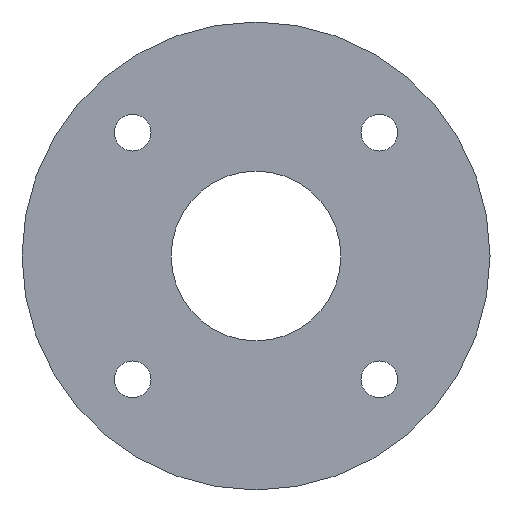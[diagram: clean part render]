
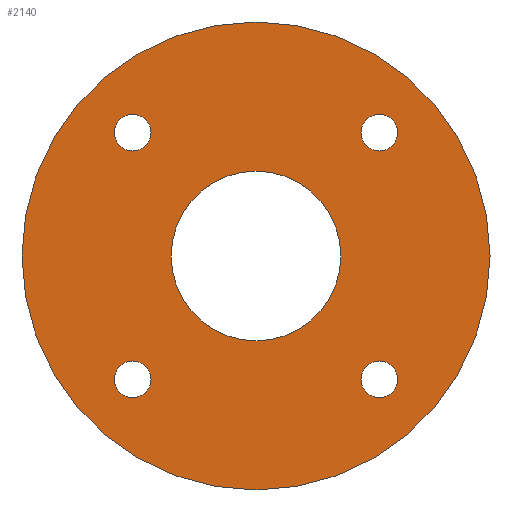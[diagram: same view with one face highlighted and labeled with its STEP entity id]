
A CAD part, front view. The second image highlights one B-rep face of the part: STEP entity #2140.
In plain terms, the highlighted planar face has unit normal (0, -1, 0).
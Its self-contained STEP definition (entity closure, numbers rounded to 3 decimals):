
#3 = ORIENTED_EDGE ( 'NONE', *, *, #1070, .T. ) ;
#103 = DIRECTION ( 'NONE',  ( 0., 0., 1. ) ) ;
#109 = CARTESIAN_POINT ( 'NONE',  ( -26.87, 0., 26.87 ) ) ;
#110 = DIRECTION ( 'NONE',  ( 0., 1., 0. ) ) ;
#151 = AXIS2_PLACEMENT_3D ( 'NONE', #1280, #976, #378 ) ;
#215 = EDGE_LOOP ( 'NONE', ( #3501, #3506 ) ) ;
#289 = CARTESIAN_POINT ( 'NONE',  ( 26.87, 0., 30.87 ) ) ;
#378 = DIRECTION ( 'NONE',  ( 0., 0., 1. ) ) ;
#384 = EDGE_CURVE ( 'NONE', #3109, #3836, #1806, .T. ) ;
#408 = CIRCLE ( 'NONE', #1182, 4. ) ;
#426 = CIRCLE ( 'NONE', #3417, 18.5 ) ;
#542 = CIRCLE ( 'NONE', #1905, 4. ) ;
#548 = CIRCLE ( 'NONE', #151, 4. ) ;
#592 = CARTESIAN_POINT ( 'NONE',  ( 0., 0., 0. ) ) ;
#676 = AXIS2_PLACEMENT_3D ( 'NONE', #4039, #3905, #2685 ) ;
#699 = AXIS2_PLACEMENT_3D ( 'NONE', #2501, #2477, #2478 ) ;
#748 = DIRECTION ( 'NONE',  ( 0., 0., -1. ) ) ;
#791 = FACE_BOUND ( 'NONE', #215, .T. ) ;
#875 = EDGE_CURVE ( 'NONE', #3242, #2973, #3049, .T. ) ;
#888 = EDGE_CURVE ( 'NONE', #2202, #2861, #2661, .T. ) ;
#976 = DIRECTION ( 'NONE',  ( 0., 1., 0. ) ) ;
#1015 = EDGE_CURVE ( 'NONE', #2861, #2202, #2006, .T. ) ;
#1016 = ORIENTED_EDGE ( 'NONE', *, *, #3632, .T. ) ;
#1070 = EDGE_CURVE ( 'NONE', #2599, #2866, #1368, .T. ) ;
#1129 = AXIS2_PLACEMENT_3D ( 'NONE', #2182, #3367, #1382 ) ;
#1133 = FACE_BOUND ( 'NONE', #1913, .T. ) ;
#1134 = AXIS2_PLACEMENT_3D ( 'NONE', #592, #2741, #2118 ) ;
#1156 = VERTEX_POINT ( 'NONE', #2234 ) ;
#1182 = AXIS2_PLACEMENT_3D ( 'NONE', #109, #110, #103 ) ;
#1243 = AXIS2_PLACEMENT_3D ( 'NONE', #2840, #2822, #2835 ) ;
#1262 = CARTESIAN_POINT ( 'NONE',  ( 0., 0., 0. ) ) ;
#1275 = FACE_BOUND ( 'NONE', #3885, .T. ) ;
#1280 = CARTESIAN_POINT ( 'NONE',  ( 26.87, 0., 26.87 ) ) ;
#1335 = AXIS2_PLACEMENT_3D ( 'NONE', #2581, #2578, #2577 ) ;
#1353 = VERTEX_POINT ( 'NONE', #1491 ) ;
#1357 = CARTESIAN_POINT ( 'NONE',  ( 0., 0., 18.5 ) ) ;
#1368 = CIRCLE ( 'NONE', #699, 4. ) ;
#1373 = CARTESIAN_POINT ( 'NONE',  ( -26.87, 0., 22.87 ) ) ;
#1382 = DIRECTION ( 'NONE',  ( 0., 0., 1. ) ) ;
#1383 = DIRECTION ( 'NONE',  ( 0., -1., 0. ) ) ;
#1400 = ORIENTED_EDGE ( 'NONE', *, *, #2298, .T. ) ;
#1466 = EDGE_CURVE ( 'NONE', #2973, #3242, #408, .T. ) ;
#1491 = CARTESIAN_POINT ( 'NONE',  ( -26.87, 0., -22.87 ) ) ;
#1545 = CARTESIAN_POINT ( 'NONE',  ( -26.87, 0., -26.87 ) ) ;
#1556 = DIRECTION ( 'NONE',  ( 0., 1., 0. ) ) ;
#1567 = EDGE_CURVE ( 'NONE', #3836, #3109, #542, .T. ) ;
#1679 = EDGE_LOOP ( 'NONE', ( #2461, #1700 ) ) ;
#1700 = ORIENTED_EDGE ( 'NONE', *, *, #875, .T. ) ;
#1806 = CIRCLE ( 'NONE', #676, 4. ) ;
#1838 = CIRCLE ( 'NONE', #2001, 4. ) ;
#1905 = AXIS2_PLACEMENT_3D ( 'NONE', #3134, #3635, #3114 ) ;
#1913 = EDGE_LOOP ( 'NONE', ( #1400, #3 ) ) ;
#1914 = CARTESIAN_POINT ( 'NONE',  ( 0., 0., -51. ) ) ;
#2001 = AXIS2_PLACEMENT_3D ( 'NONE', #1545, #1556, #2649 ) ;
#2002 = CARTESIAN_POINT ( 'NONE',  ( 26.87, 0., 22.87 ) ) ;
#2006 = CIRCLE ( 'NONE', #1335, 51. ) ;
#2117 = AXIS2_PLACEMENT_3D ( 'NONE', #2867, #2878, #2874 ) ;
#2118 = DIRECTION ( 'NONE',  ( 0., 0., -1. ) ) ;
#2140 = ADVANCED_FACE ( 'NONE', ( #3042, #1133, #791, #1275, #3205, #2583 ), #3085, .F. ) ;
#2182 = CARTESIAN_POINT ( 'NONE',  ( -26.87, 0., -26.87 ) ) ;
#2189 = CARTESIAN_POINT ( 'NONE',  ( 0., 0., 51. ) ) ;
#2202 = VERTEX_POINT ( 'NONE', #2189 ) ;
#2234 = CARTESIAN_POINT ( 'NONE',  ( 0., 0., -18.5 ) ) ;
#2298 = EDGE_CURVE ( 'NONE', #2866, #2599, #548, .T. ) ;
#2310 = VERTEX_POINT ( 'NONE', #3884 ) ;
#2329 = ORIENTED_EDGE ( 'NONE', *, *, #888, .F. ) ;
#2401 = VERTEX_POINT ( 'NONE', #1357 ) ;
#2461 = ORIENTED_EDGE ( 'NONE', *, *, #1466, .T. ) ;
#2477 = DIRECTION ( 'NONE',  ( 0., 1., 0. ) ) ;
#2478 = DIRECTION ( 'NONE',  ( 0., 0., 1. ) ) ;
#2501 = CARTESIAN_POINT ( 'NONE',  ( 26.87, 0., 26.87 ) ) ;
#2577 = DIRECTION ( 'NONE',  ( 0., 0., 1. ) ) ;
#2578 = DIRECTION ( 'NONE',  ( 0., 1., 0. ) ) ;
#2581 = CARTESIAN_POINT ( 'NONE',  ( 0., 0., 0. ) ) ;
#2583 = FACE_OUTER_BOUND ( 'NONE', #3981, .T. ) ;
#2599 = VERTEX_POINT ( 'NONE', #2002 ) ;
#2621 = CARTESIAN_POINT ( 'NONE',  ( 26.87, 0., -22.87 ) ) ;
#2649 = DIRECTION ( 'NONE',  ( 0., 0., 1. ) ) ;
#2661 = CIRCLE ( 'NONE', #1243, 51. ) ;
#2685 = DIRECTION ( 'NONE',  ( 0., 0., 1. ) ) ;
#2690 = EDGE_CURVE ( 'NONE', #2401, #1156, #3560, .T. ) ;
#2741 = DIRECTION ( 'NONE',  ( 0., -1., 0. ) ) ;
#2822 = DIRECTION ( 'NONE',  ( 0., 1., 0. ) ) ;
#2835 = DIRECTION ( 'NONE',  ( 0., 0., 1. ) ) ;
#2840 = CARTESIAN_POINT ( 'NONE',  ( 0., 0., 0. ) ) ;
#2861 = VERTEX_POINT ( 'NONE', #1914 ) ;
#2866 = VERTEX_POINT ( 'NONE', #289 ) ;
#2867 = CARTESIAN_POINT ( 'NONE',  ( -26.87, 0., 26.87 ) ) ;
#2874 = DIRECTION ( 'NONE',  ( 0., 0., 1. ) ) ;
#2878 = DIRECTION ( 'NONE',  ( 0., 1., 0. ) ) ;
#2929 = EDGE_LOOP ( 'NONE', ( #3520, #3463 ) ) ;
#2973 = VERTEX_POINT ( 'NONE', #3470 ) ;
#2979 = EDGE_CURVE ( 'NONE', #1353, #2310, #1838, .T. ) ;
#3042 = FACE_BOUND ( 'NONE', #1679, .T. ) ;
#3049 = CIRCLE ( 'NONE', #2117, 4. ) ;
#3085 = PLANE ( 'NONE',  #3904 ) ;
#3109 = VERTEX_POINT ( 'NONE', #4047 ) ;
#3114 = DIRECTION ( 'NONE',  ( 0., 0., 1. ) ) ;
#3134 = CARTESIAN_POINT ( 'NONE',  ( 26.87, 0., -26.87 ) ) ;
#3190 = EDGE_CURVE ( 'NONE', #1156, #2401, #426, .T. ) ;
#3205 = FACE_BOUND ( 'NONE', #2929, .T. ) ;
#3242 = VERTEX_POINT ( 'NONE', #1373 ) ;
#3367 = DIRECTION ( 'NONE',  ( 0., 1., 0. ) ) ;
#3417 = AXIS2_PLACEMENT_3D ( 'NONE', #1262, #1383, #748 ) ;
#3463 = ORIENTED_EDGE ( 'NONE', *, *, #2690, .F. ) ;
#3470 = CARTESIAN_POINT ( 'NONE',  ( -26.87, 0., 30.87 ) ) ;
#3485 = ORIENTED_EDGE ( 'NONE', *, *, #2979, .T. ) ;
#3501 = ORIENTED_EDGE ( 'NONE', *, *, #1567, .T. ) ;
#3506 = ORIENTED_EDGE ( 'NONE', *, *, #384, .T. ) ;
#3520 = ORIENTED_EDGE ( 'NONE', *, *, #3190, .F. ) ;
#3539 = CARTESIAN_POINT ( 'NONE',  ( 0., 0., 0. ) ) ;
#3548 = DIRECTION ( 'NONE',  ( 0., 1., 0. ) ) ;
#3560 = CIRCLE ( 'NONE', #1134, 18.5 ) ;
#3597 = CIRCLE ( 'NONE', #1129, 4. ) ;
#3632 = EDGE_CURVE ( 'NONE', #2310, #1353, #3597, .T. ) ;
#3635 = DIRECTION ( 'NONE',  ( 0., 1., 0. ) ) ;
#3719 = DIRECTION ( 'NONE',  ( 0., 0., 1. ) ) ;
#3762 = ORIENTED_EDGE ( 'NONE', *, *, #1015, .F. ) ;
#3836 = VERTEX_POINT ( 'NONE', #2621 ) ;
#3884 = CARTESIAN_POINT ( 'NONE',  ( -26.87, 0., -30.87 ) ) ;
#3885 = EDGE_LOOP ( 'NONE', ( #3485, #1016 ) ) ;
#3904 = AXIS2_PLACEMENT_3D ( 'NONE', #3539, #3548, #3719 ) ;
#3905 = DIRECTION ( 'NONE',  ( 0., 1., 0. ) ) ;
#3981 = EDGE_LOOP ( 'NONE', ( #3762, #2329 ) ) ;
#4039 = CARTESIAN_POINT ( 'NONE',  ( 26.87, 0., -26.87 ) ) ;
#4047 = CARTESIAN_POINT ( 'NONE',  ( 26.87, 0., -30.87 ) ) ;
